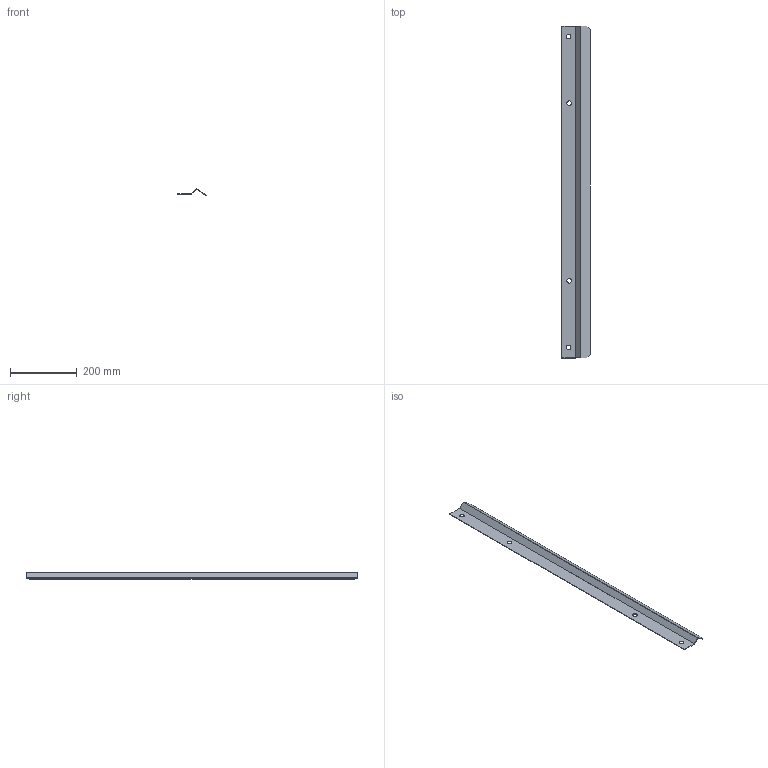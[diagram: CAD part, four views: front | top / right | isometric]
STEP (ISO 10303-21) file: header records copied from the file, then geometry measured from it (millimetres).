
FILE_DESCRIPTION (( 'STEP AP203' ), '1' );
FILE_NAME ('PFR100.step', '2021-06-30T17:19:17', ( 'ADC123' ), ( 'Microsoft' ), 'SwSTEP 2.0', 'SolidWorks 2021', '' );
FILE_SCHEMA (( 'CONFIG_CONTROL_DESIGN' ));
Length unit declared in the file: inch
Products named in the file (1): PFR100
Bounding box: 84.96 x 998 x 21.02 mm (x, y, z)
Volume: 143881.4 mm3; surface area: 195370.2 mm2
Topology: 1 solids, 1 shells, 16 faces, 42 edges, 28 vertices
Faces by surface type: plane 12, cylinder 4
Full cylindrical faces by diameter (mm): 14 x4
Entity records: 569 total; most frequent: CARTESIAN_POINT 83, DIRECTION 80, ORIENTED_EDGE 76, EDGE_CURVE 38, VECTOR 30, LINE 30, EDGE_LOOP 28, VERTEX_POINT 28
